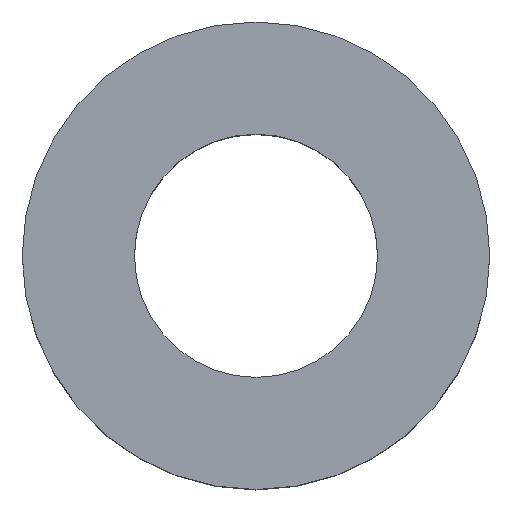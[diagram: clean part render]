
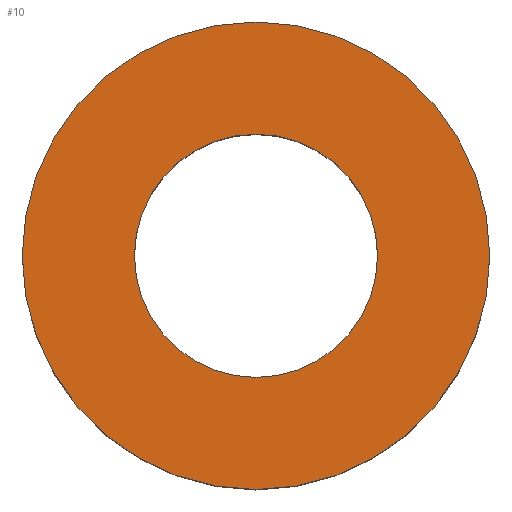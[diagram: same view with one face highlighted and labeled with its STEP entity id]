
A CAD part, top view. The second image highlights one B-rep face of the part: STEP entity #10.
In plain terms, the highlighted planar face has unit normal (0, 0, 1).
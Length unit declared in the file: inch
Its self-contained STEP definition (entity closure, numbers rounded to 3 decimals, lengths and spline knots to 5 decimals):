
#10 = ADVANCED_FACE ( 'NONE', ( #25, #38 ), #178, .T. ) ;
#25 = FACE_OUTER_BOUND ( 'NONE', #77, .T. ) ;
#28 = ORIENTED_EDGE ( 'NONE', *, *, #224, .F. ) ;
#29 = ORIENTED_EDGE ( 'NONE', *, *, #231, .T. ) ;
#38 = FACE_BOUND ( 'NONE', #48, .T. ) ;
#48 = EDGE_LOOP ( 'NONE', ( #28, #81 ) ) ;
#51 = ORIENTED_EDGE ( 'NONE', *, *, #241, .T. ) ;
#56 = CIRCLE ( 'NONE', #249, 0.25 ) ;
#58 = CIRCLE ( 'NONE', #235, 0.13 ) ;
#60 = CIRCLE ( 'NONE', #246, 0.13 ) ;
#62 = CIRCLE ( 'NONE', #225, 0.25 ) ;
#77 = EDGE_LOOP ( 'NONE', ( #29, #51 ) ) ;
#81 = ORIENTED_EDGE ( 'NONE', *, *, #236, .F. ) ;
#112 = CARTESIAN_POINT ( 'NONE',  ( 0., 0., 0.125 ) ) ;
#114 = CARTESIAN_POINT ( 'NONE',  ( 0.13, 0., 0.125 ) ) ;
#115 = DIRECTION ( 'NONE',  ( 1., 0., 0. ) ) ;
#133 = DIRECTION ( 'NONE',  ( 1., 0., 0. ) ) ;
#134 = DIRECTION ( 'NONE',  ( 0., 0., 1. ) ) ;
#140 = CARTESIAN_POINT ( 'NONE',  ( 0., 0., 0.125 ) ) ;
#143 = CARTESIAN_POINT ( 'NONE',  ( 0., 0., 0.125 ) ) ;
#146 = DIRECTION ( 'NONE',  ( 0., 0., 1. ) ) ;
#147 = DIRECTION ( 'NONE',  ( 1., 0., 0. ) ) ;
#148 = DIRECTION ( 'NONE',  ( 1., 0., 0. ) ) ;
#149 = CARTESIAN_POINT ( 'NONE',  ( -0.13, 0., 0.125 ) ) ;
#153 = DIRECTION ( 'NONE',  ( 1., 0., 0. ) ) ;
#154 = CARTESIAN_POINT ( 'NONE',  ( 0., 0., 0.125 ) ) ;
#156 = DIRECTION ( 'NONE',  ( 0., 0., 1. ) ) ;
#157 = DIRECTION ( 'NONE',  ( 0., 0., 1. ) ) ;
#160 = CARTESIAN_POINT ( 'NONE',  ( 0.25, 0., 0.125 ) ) ;
#165 = DIRECTION ( 'NONE',  ( 0., 0., 1. ) ) ;
#178 = PLANE ( 'NONE',  #237 ) ;
#179 = CARTESIAN_POINT ( 'NONE',  ( 0., 0., 0.125 ) ) ;
#182 = CARTESIAN_POINT ( 'NONE',  ( -0.25, 0., 0.125 ) ) ;
#197 = VERTEX_POINT ( 'NONE', #114 ) ;
#199 = VERTEX_POINT ( 'NONE', #149 ) ;
#201 = VERTEX_POINT ( 'NONE', #160 ) ;
#202 = VERTEX_POINT ( 'NONE', #182 ) ;
#224 = EDGE_CURVE ( 'NONE', #199, #197, #58, .T. ) ;
#225 = AXIS2_PLACEMENT_3D ( 'NONE', #154, #134, #133 ) ;
#231 = EDGE_CURVE ( 'NONE', #202, #201, #56, .T. ) ;
#235 = AXIS2_PLACEMENT_3D ( 'NONE', #143, #146, #147 ) ;
#236 = EDGE_CURVE ( 'NONE', #197, #199, #60, .T. ) ;
#237 = AXIS2_PLACEMENT_3D ( 'NONE', #179, #165, #115 ) ;
#241 = EDGE_CURVE ( 'NONE', #201, #202, #62, .T. ) ;
#246 = AXIS2_PLACEMENT_3D ( 'NONE', #112, #156, #148 ) ;
#249 = AXIS2_PLACEMENT_3D ( 'NONE', #140, #157, #153 ) ;
